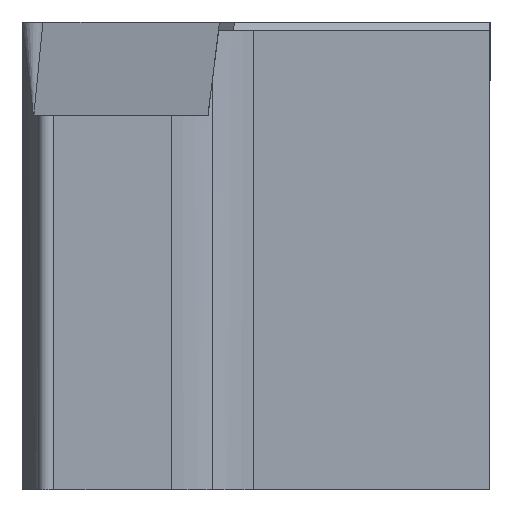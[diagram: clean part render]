
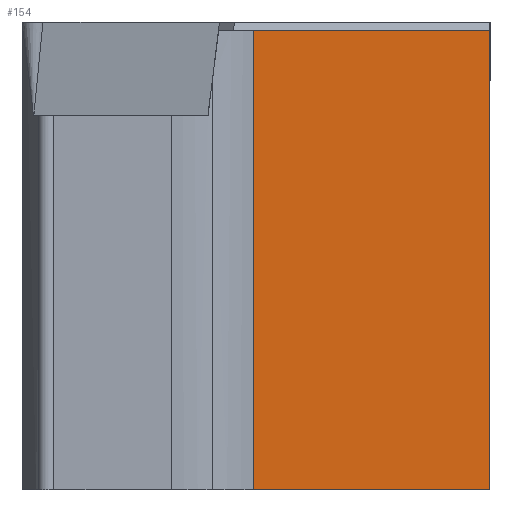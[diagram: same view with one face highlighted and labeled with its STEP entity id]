
A CAD part, left-side view. The second image highlights one B-rep face of the part: STEP entity #154.
In plain terms, the highlighted planar face has unit normal (-0.616, -0.788, 0).
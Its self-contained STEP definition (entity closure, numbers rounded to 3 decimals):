
#154=ADVANCED_FACE('',(#202),#174,.F.);
#174=PLANE('',#640);
#202=FACE_OUTER_BOUND('',#230,.T.);
#230=EDGE_LOOP('',(#355,#356,#357,#358));
#355=ORIENTED_EDGE('',*,*,#471,.F.);
#356=ORIENTED_EDGE('',*,*,#442,.F.);
#357=ORIENTED_EDGE('',*,*,#489,.F.);
#358=ORIENTED_EDGE('',*,*,#462,.F.);
#389=VERTEX_POINT('',#835);
#390=VERTEX_POINT('',#837);
#397=VERTEX_POINT('',#853);
#409=VERTEX_POINT('',#876);
#442=EDGE_CURVE('',#389,#390,#508,.T.);
#462=EDGE_CURVE('',#409,#397,#520,.T.);
#471=EDGE_CURVE('',#390,#409,#529,.T.);
#489=EDGE_CURVE('',#397,#389,#540,.T.);
#508=LINE('',#836,#558);
#520=LINE('',#877,#570);
#529=LINE('',#893,#579);
#540=LINE('',#930,#590);
#558=VECTOR('',#686,1.);
#570=VECTOR('',#716,1.);
#579=VECTOR('',#731,1.);
#590=VECTOR('',#778,1.);
#640=AXIS2_PLACEMENT_3D('',#933,#783,#784);
#686=DIRECTION('',(0.788,-0.616,0.));
#716=DIRECTION('',(-0.788,0.616,0.));
#731=DIRECTION('',(0.,0.,-1.));
#778=DIRECTION('',(0.,0.,1.));
#783=DIRECTION('',(0.616,0.788,0.));
#784=DIRECTION('',(0.788,-0.616,0.));
#835=CARTESIAN_POINT('',(9.362,8.092,-0.3));
#836=CARTESIAN_POINT('',(9.362,8.092,-0.3));
#837=CARTESIAN_POINT('',(19.719,0.,-0.3));
#853=CARTESIAN_POINT('',(9.362,8.092,-16.));
#876=CARTESIAN_POINT('',(19.719,0.,-16.));
#877=CARTESIAN_POINT('',(9.362,8.092,-16.));
#893=CARTESIAN_POINT('',(19.719,0.,-40.));
#930=CARTESIAN_POINT('',(9.362,8.092,-40.));
#933=CARTESIAN_POINT('',(9.362,8.092,-40.));
